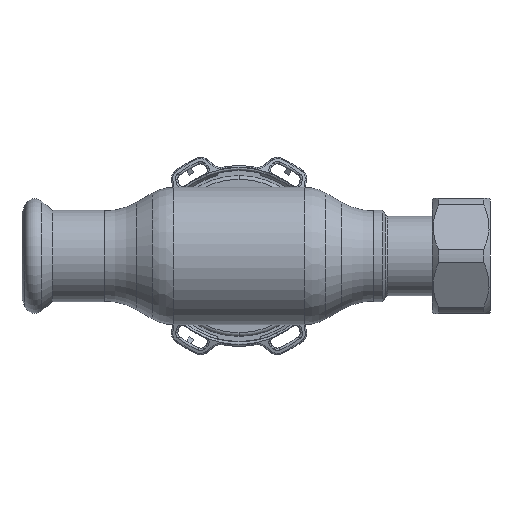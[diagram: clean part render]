
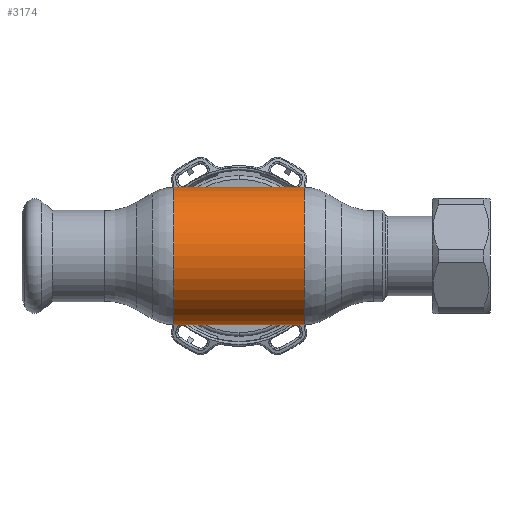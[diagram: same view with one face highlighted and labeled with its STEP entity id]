
A CAD part, front view. The second image highlights one B-rep face of the part: STEP entity #3174.
In plain terms, the highlighted cylindrical face has radius 19 mm (diameter 38 mm), a partial arc.
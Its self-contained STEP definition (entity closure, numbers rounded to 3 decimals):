
#760 = AXIS2_PLACEMENT_3D ( 'NONE', #24249, #23682, #26498 ) ;
#975 = ORIENTED_EDGE ( 'NONE', *, *, #7668, .F. ) ;
#1030 = CARTESIAN_POINT ( 'NONE',  ( -62.69, 0., -19. ) ) ;
#1144 = CIRCLE ( 'NONE', #33752, 19. ) ;
#3174 = ADVANCED_FACE ( 'NONE', ( #19779 ), #7400, .T. ) ;
#3737 = CARTESIAN_POINT ( 'NONE',  ( -62.69, 0., 19. ) ) ;
#6068 = VERTEX_POINT ( 'NONE', #11398 ) ;
#6208 = DIRECTION ( 'NONE',  ( -1., 0., 0. ) ) ;
#6700 = ORIENTED_EDGE ( 'NONE', *, *, #18476, .F. ) ;
#7400 = CYLINDRICAL_SURFACE ( 'NONE', #760, 19. ) ;
#7425 = VERTEX_POINT ( 'NONE', #12449 ) ;
#7668 = EDGE_CURVE ( 'NONE', #26949, #24252, #18261, .T. ) ;
#7765 = DIRECTION ( 'NONE',  ( -1., 0., 0. ) ) ;
#8099 = DIRECTION ( 'NONE',  ( 0., 0., 1. ) ) ;
#8744 = ORIENTED_EDGE ( 'NONE', *, *, #9944, .T. ) ;
#9944 = EDGE_CURVE ( 'NONE', #7425, #6068, #1144, .T. ) ;
#10516 = CARTESIAN_POINT ( 'NONE',  ( -18.035, 0., 0. ) ) ;
#10858 = CARTESIAN_POINT ( 'NONE',  ( 18.035, 0., 0. ) ) ;
#11398 = CARTESIAN_POINT ( 'NONE',  ( 18.035, 0., 19. ) ) ;
#12263 = VECTOR ( 'NONE', #6208, 1000. ) ;
#12449 = CARTESIAN_POINT ( 'NONE',  ( 18.035, 0., -19. ) ) ;
#16171 = ORIENTED_EDGE ( 'NONE', *, *, #29557, .T. ) ;
#18261 = CIRCLE ( 'NONE', #23632, 19. ) ;
#18476 = EDGE_CURVE ( 'NONE', #7425, #26949, #20066, .T. ) ;
#18757 = CARTESIAN_POINT ( 'NONE',  ( -18.035, 0., -19. ) ) ;
#18976 = DIRECTION ( 'NONE',  ( 0., 0., 1. ) ) ;
#19779 = FACE_OUTER_BOUND ( 'NONE', #33576, .T. ) ;
#20066 = LINE ( 'NONE', #1030, #12263 ) ;
#20350 = LINE ( 'NONE', #3737, #34750 ) ;
#23632 = AXIS2_PLACEMENT_3D ( 'NONE', #10516, #7765, #18976 ) ;
#23682 = DIRECTION ( 'NONE',  ( -1., 0., 0. ) ) ;
#24249 = CARTESIAN_POINT ( 'NONE',  ( -62.69, 0., 0. ) ) ;
#24252 = VERTEX_POINT ( 'NONE', #35078 ) ;
#25584 = DIRECTION ( 'NONE',  ( -1., 0., 0. ) ) ;
#26498 = DIRECTION ( 'NONE',  ( 0., 0., 1. ) ) ;
#26949 = VERTEX_POINT ( 'NONE', #18757 ) ;
#29557 = EDGE_CURVE ( 'NONE', #6068, #24252, #20350, .T. ) ;
#33576 = EDGE_LOOP ( 'NONE', ( #6700, #8744, #16171, #975 ) ) ;
#33752 = AXIS2_PLACEMENT_3D ( 'NONE', #10858, #36149, #8099 ) ;
#34750 = VECTOR ( 'NONE', #25584, 1000. ) ;
#35078 = CARTESIAN_POINT ( 'NONE',  ( -18.035, 0., 19. ) ) ;
#36149 = DIRECTION ( 'NONE',  ( -1., 0., 0. ) ) ;
